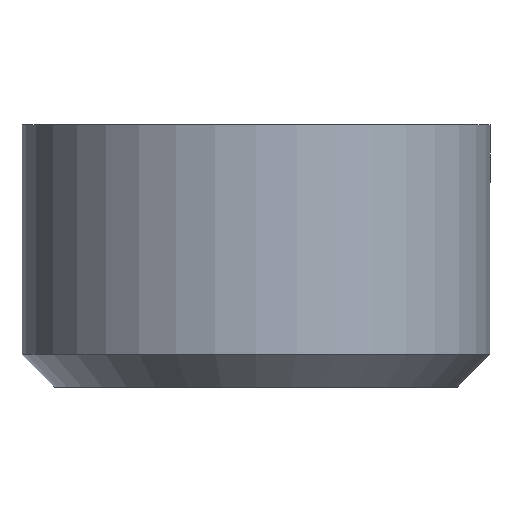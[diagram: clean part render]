
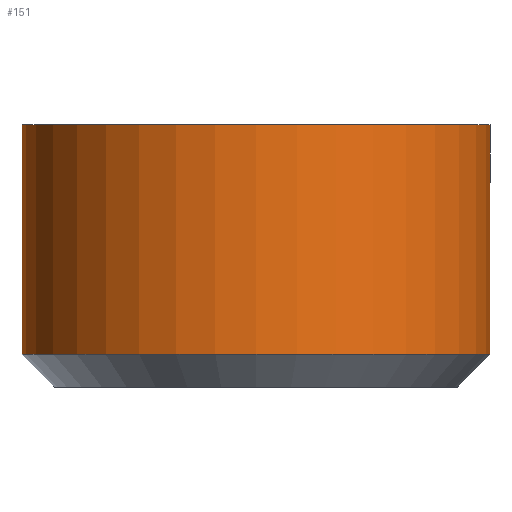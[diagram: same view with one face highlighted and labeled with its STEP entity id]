
A CAD part, front view. The second image highlights one B-rep face of the part: STEP entity #151.
In plain terms, the highlighted cylindrical face has radius 2.5 mm (diameter 5 mm), a partial arc.
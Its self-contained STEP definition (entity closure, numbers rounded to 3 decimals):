
#4 = ORIENTED_EDGE ( 'NONE', *, *, #185, .T. ) ;
#11 = ORIENTED_EDGE ( 'NONE', *, *, #147, .T. ) ;
#23 = VECTOR ( 'NONE', #133, 1000. ) ;
#27 = EDGE_CURVE ( 'NONE', #69, #107, #80, .T. ) ;
#29 = CARTESIAN_POINT ( 'NONE',  ( -2.5, 0., 0. ) ) ;
#30 = DIRECTION ( 'NONE',  ( 0., 0., 1. ) ) ;
#32 = LINE ( 'NONE', #254, #118 ) ;
#37 = CARTESIAN_POINT ( 'NONE',  ( -2.5, 0., -2.45 ) ) ;
#39 = DIRECTION ( 'NONE',  ( 0., 0., 1. ) ) ;
#46 = DIRECTION ( 'NONE',  ( 1., 0., 0. ) ) ;
#69 = VERTEX_POINT ( 'NONE', #29 ) ;
#80 = CIRCLE ( 'NONE', #253, 2.5 ) ;
#86 = ORIENTED_EDGE ( 'NONE', *, *, #162, .F. ) ;
#100 = CIRCLE ( 'NONE', #102, 2.5 ) ;
#102 = AXIS2_PLACEMENT_3D ( 'NONE', #219, #39, #121 ) ;
#107 = VERTEX_POINT ( 'NONE', #158 ) ;
#108 = DIRECTION ( 'NONE',  ( 0., 0., 1. ) ) ;
#118 = VECTOR ( 'NONE', #30, 1000. ) ;
#121 = DIRECTION ( 'NONE',  ( 1., 0., 0. ) ) ;
#133 = DIRECTION ( 'NONE',  ( 0., 0., 1. ) ) ;
#136 = CARTESIAN_POINT ( 'NONE',  ( 0., 0., 20.7 ) ) ;
#147 = EDGE_CURVE ( 'NONE', #248, #107, #196, .T. ) ;
#151 = ADVANCED_FACE ( 'NONE', ( #224 ), #249, .T. ) ;
#155 = CARTESIAN_POINT ( 'NONE',  ( 0., 0., 0. ) ) ;
#158 = CARTESIAN_POINT ( 'NONE',  ( 2.5, 0., 0. ) ) ;
#159 = DIRECTION ( 'NONE',  ( 1., 0., 0. ) ) ;
#162 = EDGE_CURVE ( 'NONE', #252, #69, #32, .T. ) ;
#185 = EDGE_CURVE ( 'NONE', #252, #248, #100, .T. ) ;
#196 = LINE ( 'NONE', #212, #23 ) ;
#205 = ORIENTED_EDGE ( 'NONE', *, *, #27, .F. ) ;
#211 = AXIS2_PLACEMENT_3D ( 'NONE', #136, #216, #159 ) ;
#212 = CARTESIAN_POINT ( 'NONE',  ( 2.5, 0., 20.7 ) ) ;
#216 = DIRECTION ( 'NONE',  ( 0., 0., 1. ) ) ;
#219 = CARTESIAN_POINT ( 'NONE',  ( 0., 0., -2.45 ) ) ;
#223 = EDGE_LOOP ( 'NONE', ( #86, #4, #11, #205 ) ) ;
#224 = FACE_OUTER_BOUND ( 'NONE', #223, .T. ) ;
#248 = VERTEX_POINT ( 'NONE', #262 ) ;
#249 = CYLINDRICAL_SURFACE ( 'NONE', #211, 2.5 ) ;
#252 = VERTEX_POINT ( 'NONE', #37 ) ;
#253 = AXIS2_PLACEMENT_3D ( 'NONE', #155, #108, #46 ) ;
#254 = CARTESIAN_POINT ( 'NONE',  ( -2.5, 0., 20.7 ) ) ;
#262 = CARTESIAN_POINT ( 'NONE',  ( 2.5, 0., -2.45 ) ) ;
